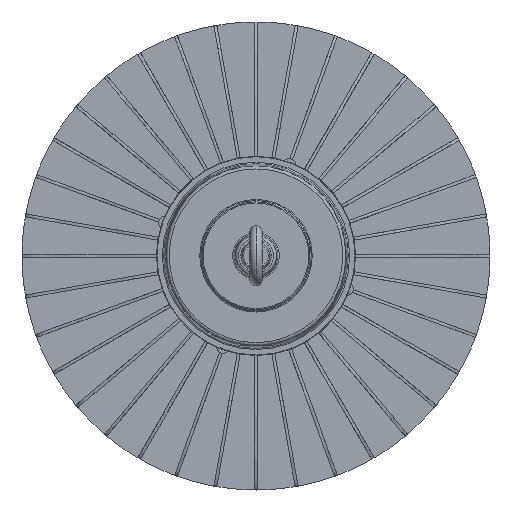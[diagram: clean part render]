
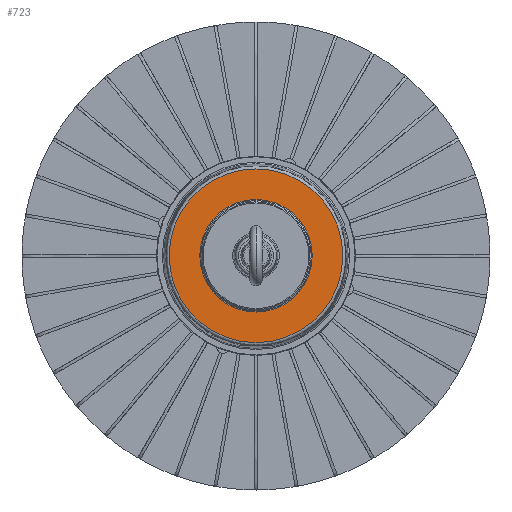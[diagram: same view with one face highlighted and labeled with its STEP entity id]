
A CAD part, top view. The second image highlights one B-rep face of the part: STEP entity #723.
In plain terms, the highlighted conical face has half-angle 90 degrees and reference radius 59.295 mm.
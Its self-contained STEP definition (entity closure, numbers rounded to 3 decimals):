
#723 = ADVANCED_FACE ( 'NONE', ( #14544, #3679 ), #3960, .F. ) ;
#1160 = DIRECTION ( 'NONE',  ( 0., 1., 0. ) ) ;
#2341 = AXIS2_PLACEMENT_3D ( 'NONE', #3590, #6077, #15099 ) ;
#2397 = CARTESIAN_POINT ( 'NONE',  ( 0., 0., -45.2 ) ) ;
#2780 = CIRCLE ( 'NONE', #15968, 38.414 ) ;
#3291 = DIRECTION ( 'NONE',  ( 0., 0., -1. ) ) ;
#3590 = CARTESIAN_POINT ( 'NONE',  ( 0., 0., -45.2 ) ) ;
#3679 = FACE_OUTER_BOUND ( 'NONE', #8421, .T. ) ;
#3691 = AXIS2_PLACEMENT_3D ( 'NONE', #2397, #8703, #1160 ) ;
#3960 = CONICAL_SURFACE ( 'NONE', #3691, 59.295, 1.571 ) ;
#5720 = VERTEX_POINT ( 'NONE', #14569 ) ;
#5879 = ORIENTED_EDGE ( 'NONE', *, *, #9558, .F. ) ;
#5955 = VERTEX_POINT ( 'NONE', #8257 ) ;
#6077 = DIRECTION ( 'NONE',  ( 0., 0., -1. ) ) ;
#8237 = DIRECTION ( 'NONE',  ( 0., -1., 0. ) ) ;
#8257 = CARTESIAN_POINT ( 'NONE',  ( 0., -38.414, -45.2 ) ) ;
#8421 = EDGE_LOOP ( 'NONE', ( #5879 ) ) ;
#8703 = DIRECTION ( 'NONE',  ( 0., 0., 1. ) ) ;
#9457 = CIRCLE ( 'NONE', #2341, 59.295 ) ;
#9558 = EDGE_CURVE ( 'NONE', #5720, #5720, #9457, .T. ) ;
#10580 = ORIENTED_EDGE ( 'NONE', *, *, #14029, .T. ) ;
#10757 = CARTESIAN_POINT ( 'NONE',  ( 0., 0., -45.2 ) ) ;
#14029 = EDGE_CURVE ( 'NONE', #5955, #5955, #2780, .T. ) ;
#14544 = FACE_BOUND ( 'NONE', #15246, .T. ) ;
#14569 = CARTESIAN_POINT ( 'NONE',  ( 0., -59.295, -45.2 ) ) ;
#15099 = DIRECTION ( 'NONE',  ( 0., -1., 0. ) ) ;
#15246 = EDGE_LOOP ( 'NONE', ( #10580 ) ) ;
#15968 = AXIS2_PLACEMENT_3D ( 'NONE', #10757, #3291, #8237 ) ;
